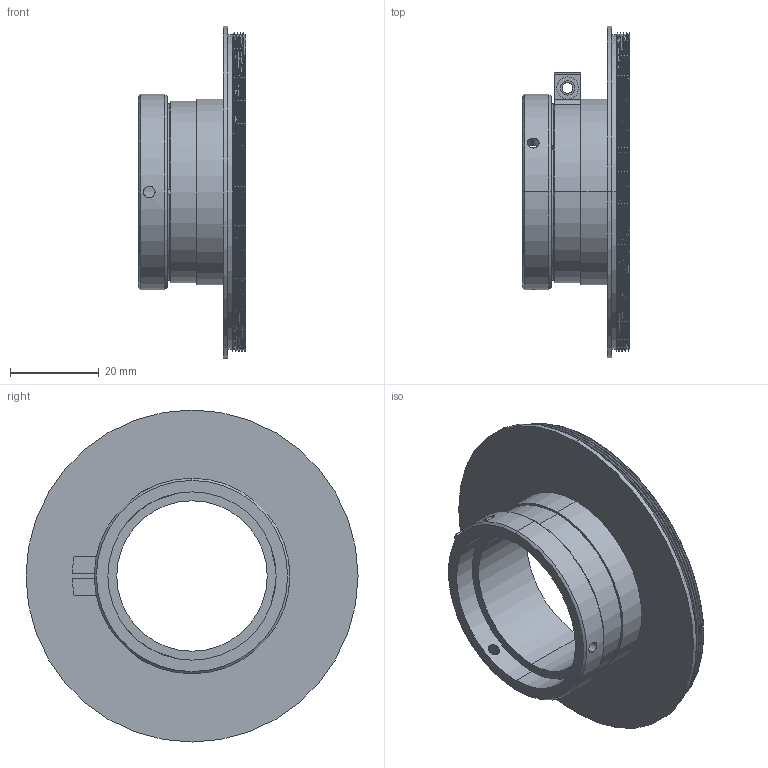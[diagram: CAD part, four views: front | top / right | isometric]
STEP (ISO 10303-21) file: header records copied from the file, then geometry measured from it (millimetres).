
FILE_DESCRIPTION (( 'STEP AP203' ), '1' );
FILE_NAME ('V8K炵蹈V38蛌M72蛌諉諳.STEP', '2020-06-01T07:52:49', ( '' ), ( '' ), 'SwSTEP 2.0', 'SolidWorks 2019', '' );
FILE_SCHEMA (( 'CONFIG_CONTROL_DESIGN' ));
Length unit declared in the file: millimetre
Products named in the file (4): 諉諳饜璃3; 諉諳饜璃2; 諉諳饜璃4; V8K炵蹈V38蛌M72蛌諉諳
Assembly tree (3 placements, depth 2):
  V8K炵蹈V38蛌M72蛌諉諳
    諉諳饜璃2
    諉諳饜璃4
    諉諳饜璃3
Bounding box: 24.2 x 75 x 75 mm (x, y, z)
Volume: 14049.9 mm3; surface area: 20721 mm2
Topology: 3 solids, 3 shells, 118 faces, 302 edges, 199 vertices
Faces by surface type: cylinder 62, plane 43, bspline 7, cone 6
Entity records: 6333 total; most frequent: CARTESIAN_POINT 3055, DIRECTION 607, ORIENTED_EDGE 604, EDGE_CURVE 302, AXIS2_PLACEMENT_3D 235, VERTEX_POINT 199, EDGE_LOOP 141, VECTOR 137
